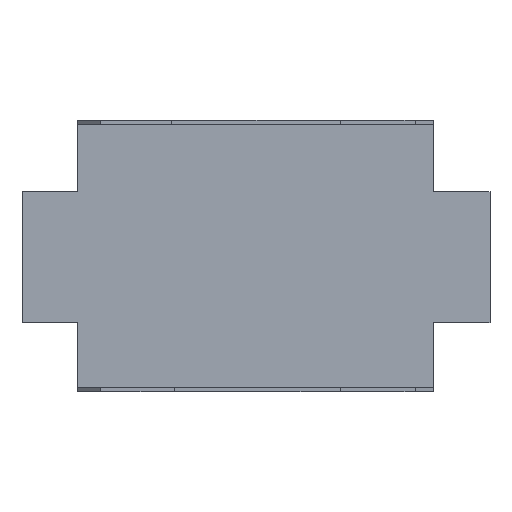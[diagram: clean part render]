
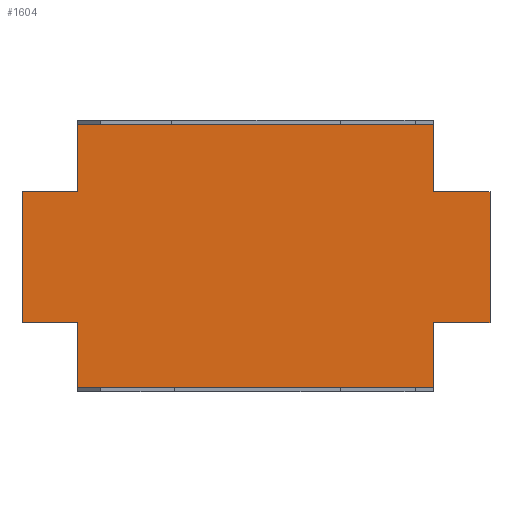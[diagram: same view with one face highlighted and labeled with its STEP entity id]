
A CAD part, front view. The second image highlights one B-rep face of the part: STEP entity #1604.
In plain terms, the highlighted planar face has unit normal (0, -1, 0).
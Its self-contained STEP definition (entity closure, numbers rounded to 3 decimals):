
#213=LINE('',#2498,#435);
#216=LINE('',#2504,#438);
#218=LINE('',#2507,#440);
#220=LINE('',#2511,#442);
#222=LINE('',#2515,#444);
#225=LINE('',#2520,#447);
#227=LINE('',#2524,#449);
#229=LINE('',#2528,#451);
#231=LINE('',#2532,#453);
#232=LINE('',#2534,#454);
#233=LINE('',#2536,#455);
#235=LINE('',#2540,#457);
#435=VECTOR('',#2041,1000.);
#438=VECTOR('',#2046,1000.);
#440=VECTOR('',#2048,1000.);
#442=VECTOR('',#2052,1000.);
#444=VECTOR('',#2056,1000.);
#447=VECTOR('',#2059,1000.);
#449=VECTOR('',#2063,1000.);
#451=VECTOR('',#2067,1000.);
#453=VECTOR('',#2071,1000.);
#454=VECTOR('',#2074,1000.);
#455=VECTOR('',#2077,1000.);
#457=VECTOR('',#2081,1000.);
#892=ORIENTED_EDGE('',*,*,#1129,.F.);
#893=ORIENTED_EDGE('',*,*,#1112,.F.);
#894=ORIENTED_EDGE('',*,*,#1128,.F.);
#895=ORIENTED_EDGE('',*,*,#1121,.F.);
#896=ORIENTED_EDGE('',*,*,#1127,.F.);
#897=ORIENTED_EDGE('',*,*,#1125,.F.);
#898=ORIENTED_EDGE('',*,*,#1123,.F.);
#899=ORIENTED_EDGE('',*,*,#1118,.F.);
#900=ORIENTED_EDGE('',*,*,#1116,.F.);
#901=ORIENTED_EDGE('',*,*,#1114,.F.);
#902=ORIENTED_EDGE('',*,*,#1109,.F.);
#903=ORIENTED_EDGE('',*,*,#1131,.F.);
#1109=EDGE_CURVE('',#1271,#1272,#213,.T.);
#1112=EDGE_CURVE('',#1273,#1274,#216,.T.);
#1114=EDGE_CURVE('',#1272,#1275,#218,.T.);
#1116=EDGE_CURVE('',#1275,#1276,#220,.T.);
#1118=EDGE_CURVE('',#1276,#1277,#222,.T.);
#1121=EDGE_CURVE('',#1278,#1279,#225,.T.);
#1123=EDGE_CURVE('',#1277,#1280,#227,.T.);
#1125=EDGE_CURVE('',#1280,#1281,#229,.T.);
#1127=EDGE_CURVE('',#1281,#1278,#231,.T.);
#1128=EDGE_CURVE('',#1279,#1273,#232,.T.);
#1129=EDGE_CURVE('',#1274,#1282,#233,.T.);
#1131=EDGE_CURVE('',#1282,#1271,#235,.T.);
#1271=VERTEX_POINT('',#2497);
#1272=VERTEX_POINT('',#2499);
#1273=VERTEX_POINT('',#2503);
#1274=VERTEX_POINT('',#2505);
#1275=VERTEX_POINT('',#2508);
#1276=VERTEX_POINT('',#2512);
#1277=VERTEX_POINT('',#2516);
#1278=VERTEX_POINT('',#2519);
#1279=VERTEX_POINT('',#2521);
#1280=VERTEX_POINT('',#2525);
#1281=VERTEX_POINT('',#2529);
#1282=VERTEX_POINT('',#2537);
#1364=EDGE_LOOP('',(#892,#893,#894,#895,#896,#897,#898,#899,#900,#901,#902,
#903));
#1446=FACE_BOUND('',#1364,.T.);
#1527=PLANE('',#1698);
#1604=ADVANCED_FACE('',(#1446),#1527,.F.);
#1698=AXIS2_PLACEMENT_3D('',#2541,#2082,#2083);
#2041=DIRECTION('',(1.,0.,0.));
#2046=DIRECTION('',(0.,0.,1.));
#2048=DIRECTION('',(0.,0.,1.));
#2052=DIRECTION('',(1.,0.,0.));
#2056=DIRECTION('',(0.,0.,-1.));
#2059=DIRECTION('',(0.,0.,-1.));
#2063=DIRECTION('',(1.,0.,0.));
#2067=DIRECTION('',(0.,0.,-1.));
#2071=DIRECTION('',(-1.,0.,0.));
#2074=DIRECTION('',(-1.,0.,0.));
#2077=DIRECTION('',(-1.,0.,0.));
#2081=DIRECTION('',(0.,0.,1.));
#2082=DIRECTION('',(0.,1.,0.));
#2083=DIRECTION('',(0.,0.,1.));
#2497=CARTESIAN_POINT('',(0.,0.,1.4));
#2498=CARTESIAN_POINT('',(4.394,0.,1.4));
#2499=CARTESIAN_POINT('',(0.594,0.,1.4));
#2503=CARTESIAN_POINT('',(0.594,0.,-0.685));
#2504=CARTESIAN_POINT('',(0.594,0.,-0.685));
#2505=CARTESIAN_POINT('',(0.594,0.,0.));
#2507=CARTESIAN_POINT('',(0.594,0.,0.7));
#2508=CARTESIAN_POINT('',(0.594,0.,2.115));
#2511=CARTESIAN_POINT('',(0.297,0.,2.115));
#2512=CARTESIAN_POINT('',(4.394,0.,2.115));
#2515=CARTESIAN_POINT('',(4.394,0.,0.7));
#2516=CARTESIAN_POINT('',(4.394,0.,1.4));
#2519=CARTESIAN_POINT('',(4.394,0.,0.));
#2520=CARTESIAN_POINT('',(4.394,0.,2.115));
#2521=CARTESIAN_POINT('',(4.394,0.,-0.685));
#2524=CARTESIAN_POINT('',(0.297,0.,1.4));
#2525=CARTESIAN_POINT('',(5.,0.,1.4));
#2528=CARTESIAN_POINT('',(5.,0.,0.7));
#2529=CARTESIAN_POINT('',(5.,0.,0.));
#2532=CARTESIAN_POINT('',(0.594,0.,0.));
#2534=CARTESIAN_POINT('',(0.297,0.,-0.685));
#2536=CARTESIAN_POINT('',(0.297,0.,0.));
#2537=CARTESIAN_POINT('',(0.,0.,0.));
#2540=CARTESIAN_POINT('',(0.,0.,0.7));
#2541=CARTESIAN_POINT('',(0.297,0.,0.7));
